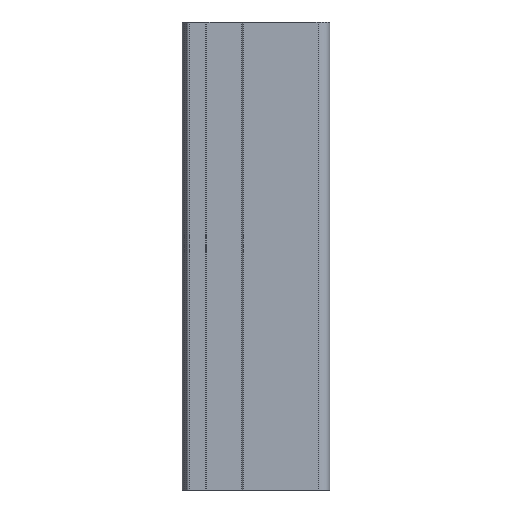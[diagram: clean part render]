
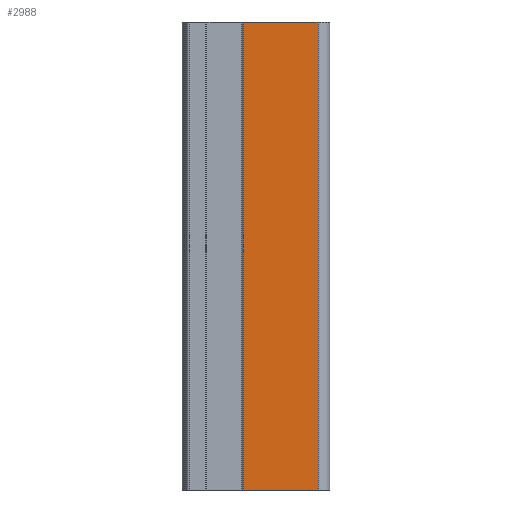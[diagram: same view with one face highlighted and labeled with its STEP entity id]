
A CAD part, left-side view. The second image highlights one B-rep face of the part: STEP entity #2988.
In plain terms, the highlighted planar face has unit normal (-1, 0, 0).
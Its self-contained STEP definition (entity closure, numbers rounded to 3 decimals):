
#178 = DIRECTION ( 'NONE',  ( 0., -1., 0. ) ) ;
#182 = CARTESIAN_POINT ( 'NONE',  ( -22.5, -49.617, 100. ) ) ;
#183 = DIRECTION ( 'NONE',  ( 0., 0., -1. ) ) ;
#184 = CARTESIAN_POINT ( 'NONE',  ( -22.5, -20., 100. ) ) ;
#186 = LINE ( 'NONE', #184, #1834 ) ;
#189 = DIRECTION ( 'NONE',  ( 0., -1., 0. ) ) ;
#190 = CARTESIAN_POINT ( 'NONE',  ( -22.5, -49.617, 0. ) ) ;
#192 = LINE ( 'NONE', #190, #1833 ) ;
#195 = DIRECTION ( 'NONE',  ( 0., 0., -1. ) ) ;
#196 = CARTESIAN_POINT ( 'NONE',  ( -22.5, -4.05, 100. ) ) ;
#199 = LINE ( 'NONE', #196, #1831 ) ;
#209 = LINE ( 'NONE', #182, #1832 ) ;
#443 = VERTEX_POINT ( 'NONE', #946 ) ;
#459 = VERTEX_POINT ( 'NONE', #943 ) ;
#466 = VERTEX_POINT ( 'NONE', #941 ) ;
#497 = VERTEX_POINT ( 'NONE', #935 ) ;
#935 = CARTESIAN_POINT ( 'NONE',  ( -22.5, -20., 0. ) ) ;
#941 = CARTESIAN_POINT ( 'NONE',  ( -22.5, -4.05, 100. ) ) ;
#943 = CARTESIAN_POINT ( 'NONE',  ( -22.5, -20., 100. ) ) ;
#946 = CARTESIAN_POINT ( 'NONE',  ( -22.5, -4.05, 0. ) ) ;
#1484 = EDGE_LOOP ( 'NONE', ( #1643, #1642, #1641, #1640 ) ) ;
#1640 = ORIENTED_EDGE ( 'NONE', *, *, #2287, .T. ) ;
#1641 = ORIENTED_EDGE ( 'NONE', *, *, #2291, .F. ) ;
#1642 = ORIENTED_EDGE ( 'NONE', *, *, #2290, .F. ) ;
#1643 = ORIENTED_EDGE ( 'NONE', *, *, #2289, .T. ) ;
#1831 = VECTOR ( 'NONE', #195, 1000. ) ;
#1832 = VECTOR ( 'NONE', #178, 1000. ) ;
#1833 = VECTOR ( 'NONE', #189, 1000. ) ;
#1834 = VECTOR ( 'NONE', #183, 1000. ) ;
#1956 = AXIS2_PLACEMENT_3D ( 'NONE', #2539, #2552, #2553 ) ;
#2287 = EDGE_CURVE ( 'NONE', #466, #443, #199, .T. ) ;
#2289 = EDGE_CURVE ( 'NONE', #443, #497, #192, .T. ) ;
#2290 = EDGE_CURVE ( 'NONE', #459, #497, #186, .T. ) ;
#2291 = EDGE_CURVE ( 'NONE', #466, #459, #209, .T. ) ;
#2539 = CARTESIAN_POINT ( 'NONE',  ( -22.5, -49.617, 100. ) ) ;
#2549 = FACE_OUTER_BOUND ( 'NONE', #1484, .T. ) ;
#2550 = PLANE ( 'NONE',  #1956 ) ;
#2552 = DIRECTION ( 'NONE',  ( 1., 0., 0. ) ) ;
#2553 = DIRECTION ( 'NONE',  ( 0., 0., -1. ) ) ;
#2988 = ADVANCED_FACE ( 'NONE', ( #2549 ), #2550, .F. ) ;
